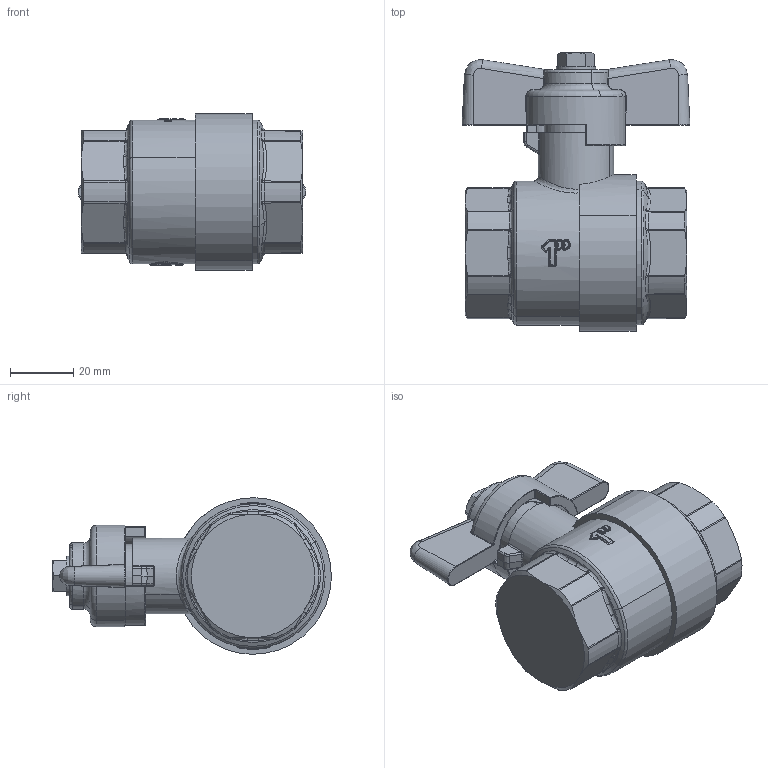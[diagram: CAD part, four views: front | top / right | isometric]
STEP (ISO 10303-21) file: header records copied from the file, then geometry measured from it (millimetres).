
FILE_DESCRIPTION(('CATIA V5 STEP Exchange','CAx-IF Rec.Pracs.--- Model Styling and Organization---1.4--- 2014-01-23','CAx-IF Rec.Pracs.---3D Tessellated Data Validation Properties---0.5---2014-09-14'),'2;1');
FILE_NAME('STEP_323062_-_TST.stp','2020-12-15T12:31:49+00:00',('none'),('none'),'CATIA Version 5-6 Release 2019 SP3','CATIA V5 STEP AP242 v1','none');
FILE_SCHEMA(('AP242_MANAGED_MODEL_BASED_3D_ENGINEERING_MIM_LF {1 0 10303 442 1 1 4}'));
Length unit declared in the file: millimetre
Products named in the file (1): 323062 - TST
Bounding box: 71.98 x 88.1 x 49.49 mm (x, y, z)
Volume: 132233.6 mm3; surface area: 21334.9 mm2
Topology: 2 solids, 2 shells, 582 faces, 1383 edges, 779 vertices
Faces by surface type: bspline 275, cylinder 108, plane 78, torus 56, cone 40, sphere 25
Entity records: 32109 total; most frequent: CARTESIAN_POINT 21722, ORIENTED_EDGE 2694, EDGE_CURVE 1347, DIRECTION 988, B_SPLINE_CURVE_WITH_KNOTS 811, VERTEX_POINT 779, EDGE_LOOP 592, ADVANCED_FACE 582
